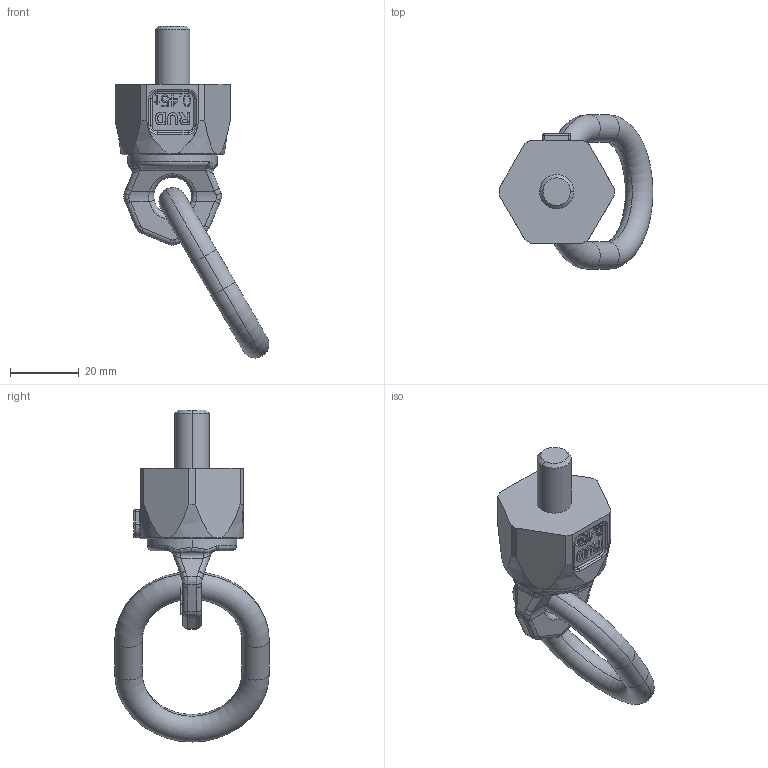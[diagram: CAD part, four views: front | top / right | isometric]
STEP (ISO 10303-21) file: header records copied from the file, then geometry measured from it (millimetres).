
FILE_DESCRIPTION((''),'2;1');
FILE_NAME('001-M31708-P-10_ASM','2018-05-09T',('Anja.Joas'),(''),'PRO/ENGINEER BY PARAMETRIC TECHNOLOGY CORPORATION, 2011490','PRO/ENGINEER BY PARAMETRIC TECHNOLOGY CORPORATION, 2011490','');
FILE_SCHEMA(('CONFIG_CONTROL_DESIGN'));
Length unit declared in the file: millimetre
Products named in the file (4): 001-M31708-P-40_AF0; 001-M31708-P-30; 001-M31708-P-3; 001-M31708-P-10_ASM
Assembly tree (3 placements, depth 2):
  001-M31708-P-10_ASM
    001-M31708-P-40_AF0
    001-M31708-P-30
    001-M31708-P-3
Bounding box: 44.75 x 45 x 96.57 mm (x, y, z)
Volume: 28414.7 mm3; surface area: 10164.9 mm2
Topology: 3 solids, 3 shells, 797 faces, 2182 edges, 1421 vertices
Faces by surface type: plane 640, cylinder 69, bspline 48, torus 27, cone 10, sphere 2, extrusion 1
Entity records: 27071 total; most frequent: CARTESIAN_POINT 7026, ORIENTED_EDGE 4364, DIRECTION 3775, EDGE_CURVE 2182, VECTOR 1857, LINE 1856, VERTEX_POINT 1421, AXIS2_PLACEMENT_3D 959
